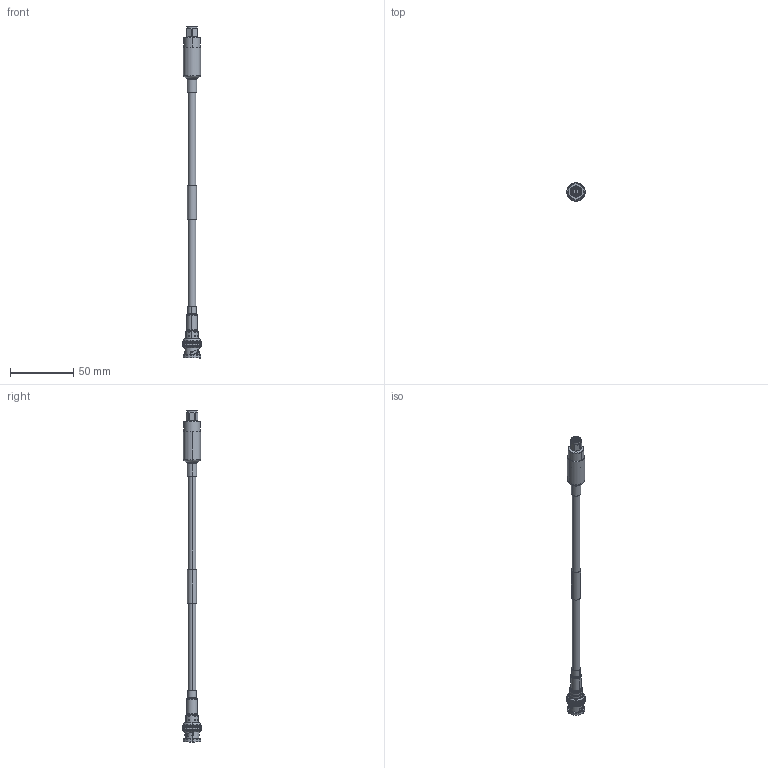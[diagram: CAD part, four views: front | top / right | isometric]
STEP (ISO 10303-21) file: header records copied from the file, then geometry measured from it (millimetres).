
FILE_DESCRIPTION (( 'STEP AP214' ), '1' );
FILE_NAME ('FMC00945_3D.STEP', '2022-09-01T17:28:39', ( '' ), ( '' ), 'SwSTEP 2.0', 'SolidWorks 2021', '' );
FILE_SCHEMA (( 'AUTOMOTIVE_DESIGN' ));
Length unit declared in the file: inch
Products named in the file (15): TC-240-BM-X_insulator; TC-240-BM-X_body_with flange; Copy of HeatShrink-240-1^FMC00945; TC-240-BM-X; TC-400-SM-X; Copy of Label-240^FMC00945; FMC00945_3D; TC-400-SM-X_insulator; TC-400-SM-X_body; TC-240-BM-X_c-contact; TC-400-SM-X_ferrule; TC-400-SM-X_c-contact; LMR-240-DB; TC-240-BM-X_ferrule; Copy of HeatShrink-400 to 240^FMC00945
Assembly tree (14 placements, depth 3):
  FMC00945_3D
    LMR-240-DB
    TC-400-SM-X
      TC-400-SM-X_body
      TC-400-SM-X_c-contact
      TC-400-SM-X_insulator
      TC-400-SM-X_ferrule
    TC-240-BM-X
      TC-240-BM-X_body_with flange
      TC-240-BM-X_c-contact
      TC-240-BM-X_insulator
      TC-240-BM-X_ferrule
    Copy of HeatShrink-240-1^FMC00945
    Copy of HeatShrink-400 to 240^FMC00945
    Copy of Label-240^FMC00945
Bounding box: 14.5 x 14.5 x 261.45 mm (x, y, z)
Volume: 16978.8 mm3; surface area: 13350.1 mm2
Topology: 12 solids, 13 shells, 609 faces, 1515 edges, 955 vertices
Faces by surface type: cylinder 249, plane 230, cone 102, torus 16, bspline 8, sphere 4
Entity records: 20931 total; most frequent: CARTESIAN_POINT 6024, ORIENTED_EDGE 3018, DIRECTION 2621, EDGE_CURVE 1509, AXIS2_PLACEMENT_3D 1034, VERTEX_POINT 955, EDGE_LOOP 650, FACE_OUTER_BOUND 609
